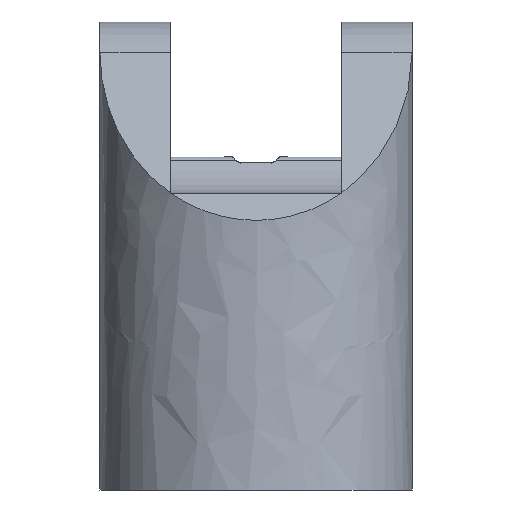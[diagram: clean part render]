
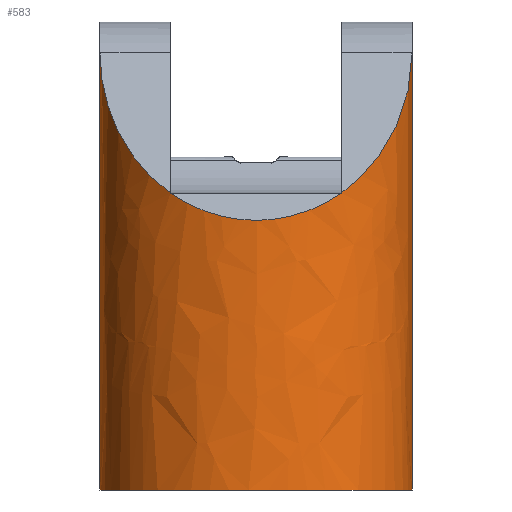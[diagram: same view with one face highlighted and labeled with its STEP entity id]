
A CAD part, front view. The second image highlights one B-rep face of the part: STEP entity #583.
In plain terms, the highlighted free-form (B-spline) face has degree [1, 2] with [2, 5] control points.
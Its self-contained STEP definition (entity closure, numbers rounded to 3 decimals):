
#15=(
BOUNDED_SURFACE()
B_SPLINE_SURFACE(1,2,((#1067,#1068,#1069,#1070,#1071),(#1072,#1073,#1074,
#1075,#1076)),.UNSPECIFIED.,.F.,.F.,.F.)
B_SPLINE_SURFACE_WITH_KNOTS((2,2),(3,2,3),(0.,2.8),(-3.142,
-1.571,0.),.UNSPECIFIED.)
GEOMETRIC_REPRESENTATION_ITEM()
RATIONAL_B_SPLINE_SURFACE(((1.,0.707,1.,0.707,1.),
(1.,0.707,1.,0.707,1.)))
REPRESENTATION_ITEM('')
SURFACE()
);
#28=ELLIPSE('',#607,10.,9.);
#29=ELLIPSE('',#608,10.,9.);
#32=ELLIPSE('',#637,14.002,10.);
#33=ELLIPSE('',#639,14.002,10.);
#34=ELLIPSE('',#641,14.002,10.);
#35=ELLIPSE('',#660,10.,9.);
#84=LINE('',#1007,#128);
#89=LINE('',#1021,#133);
#90=LINE('',#1026,#134);
#92=LINE('',#1032,#136);
#128=VECTOR('',#787,10.);
#133=VECTOR('',#800,10.);
#134=VECTOR('',#807,10.);
#136=VECTOR('',#813,10.);
#180=FACE_OUTER_BOUND('',#214,.T.);
#214=EDGE_LOOP('',(#531,#532,#533,#534,#535,#536,#537,#538,#539,#540));
#247=VERTEX_POINT('',#848);
#248=VERTEX_POINT('',#849);
#249=VERTEX_POINT('',#851);
#252=VERTEX_POINT('',#857);
#282=VERTEX_POINT('',#987);
#284=VERTEX_POINT('',#991);
#285=VERTEX_POINT('',#995);
#286=VERTEX_POINT('',#996);
#290=VERTEX_POINT('',#1006);
#298=VERTEX_POINT('',#1030);
#306=EDGE_CURVE('',#249,#248,#28,.T.);
#310=EDGE_CURVE('',#247,#252,#29,.T.);
#352=EDGE_CURVE('',#248,#247,#32,.T.);
#356=EDGE_CURVE('',#282,#284,#33,.T.);
#357=EDGE_CURVE('',#285,#286,#34,.T.);
#362=EDGE_CURVE('',#290,#282,#84,.T.);
#370=EDGE_CURVE('',#284,#249,#89,.T.);
#373=EDGE_CURVE('',#252,#285,#90,.T.);
#376=EDGE_CURVE('',#298,#286,#92,.T.);
#383=EDGE_CURVE('',#298,#290,#35,.T.);
#531=ORIENTED_EDGE('',*,*,#352,.T.);
#532=ORIENTED_EDGE('',*,*,#310,.T.);
#533=ORIENTED_EDGE('',*,*,#373,.T.);
#534=ORIENTED_EDGE('',*,*,#357,.T.);
#535=ORIENTED_EDGE('',*,*,#376,.F.);
#536=ORIENTED_EDGE('',*,*,#383,.T.);
#537=ORIENTED_EDGE('',*,*,#362,.T.);
#538=ORIENTED_EDGE('',*,*,#356,.T.);
#539=ORIENTED_EDGE('',*,*,#370,.T.);
#540=ORIENTED_EDGE('',*,*,#306,.T.);
#583=ADVANCED_FACE('',(#180),#15,.F.);
#607=AXIS2_PLACEMENT_3D('',#852,#682,#683);
#608=AXIS2_PLACEMENT_3D('',#859,#687,#688);
#637=AXIS2_PLACEMENT_3D('',#984,#767,#768);
#639=AXIS2_PLACEMENT_3D('',#993,#774,#775);
#641=AXIS2_PLACEMENT_3D('',#997,#778,#779);
#660=AXIS2_PLACEMENT_3D('',#1077,#830,#831);
#682=DIRECTION('center_axis',(0.,0.,-1.));
#683=DIRECTION('ref_axis',(1.,0.,0.));
#687=DIRECTION('center_axis',(0.,0.,-1.));
#688=DIRECTION('ref_axis',(1.,0.,0.));
#767=DIRECTION('center_axis',(0.,0.766,-0.643));
#768=DIRECTION('ref_axis',(0.,0.643,0.766));
#774=DIRECTION('center_axis',(0.,0.766,-0.643));
#775=DIRECTION('ref_axis',(0.,0.643,0.766));
#778=DIRECTION('center_axis',(0.,0.766,-0.643));
#779=DIRECTION('ref_axis',(0.,0.643,0.766));
#787=DIRECTION('',(0.,0.,1.));
#800=DIRECTION('',(0.,0.,-1.));
#807=DIRECTION('',(0.,0.,1.));
#813=DIRECTION('',(0.,0.,1.));
#830=DIRECTION('center_axis',(0.,0.,1.));
#831=DIRECTION('ref_axis',(1.,0.,0.));
#848=CARTESIAN_POINT('',(-5.434,-7.555,19.));
#849=CARTESIAN_POINT('',(5.434,-7.555,19.));
#851=CARTESIAN_POINT('',(5.5,-7.516,19.));
#852=CARTESIAN_POINT('Origin',(0.,0.,19.));
#857=CARTESIAN_POINT('',(-5.5,-7.516,19.));
#859=CARTESIAN_POINT('Origin',(0.,0.,19.));
#984=CARTESIAN_POINT('Origin',(0.,0.,28.004));
#987=CARTESIAN_POINT('',(10.,0.,28.004));
#991=CARTESIAN_POINT('',(5.5,-7.516,19.046));
#993=CARTESIAN_POINT('Origin',(0.,0.,28.004));
#995=CARTESIAN_POINT('',(-5.5,-7.516,19.046));
#996=CARTESIAN_POINT('',(-10.,0.,28.004));
#997=CARTESIAN_POINT('Origin',(0.,0.,28.004));
#1006=CARTESIAN_POINT('',(10.,0.,0.));
#1007=CARTESIAN_POINT('',(10.,0.,0.));
#1021=CARTESIAN_POINT('',(5.5,-7.516,0.));
#1026=CARTESIAN_POINT('',(-5.5,-7.516,0.));
#1030=CARTESIAN_POINT('',(-10.,0.,0.));
#1032=CARTESIAN_POINT('',(-10.,0.,0.));
#1067=CARTESIAN_POINT('Ctrl Pts',(-10.,0.,0.));
#1068=CARTESIAN_POINT('Ctrl Pts',(-10.,-9.,0.));
#1069=CARTESIAN_POINT('Ctrl Pts',(0.,-9.,0.));
#1070=CARTESIAN_POINT('Ctrl Pts',(10.,-9.,0.));
#1071=CARTESIAN_POINT('Ctrl Pts',(10.,0.,0.));
#1072=CARTESIAN_POINT('Ctrl Pts',(-10.,0.,28.004));
#1073=CARTESIAN_POINT('Ctrl Pts',(-10.,-9.,28.004));
#1074=CARTESIAN_POINT('Ctrl Pts',(0.,-9.,28.004));
#1075=CARTESIAN_POINT('Ctrl Pts',(10.,-9.,28.004));
#1076=CARTESIAN_POINT('Ctrl Pts',(10.,0.,28.004));
#1077=CARTESIAN_POINT('Origin',(0.,0.,0.));
